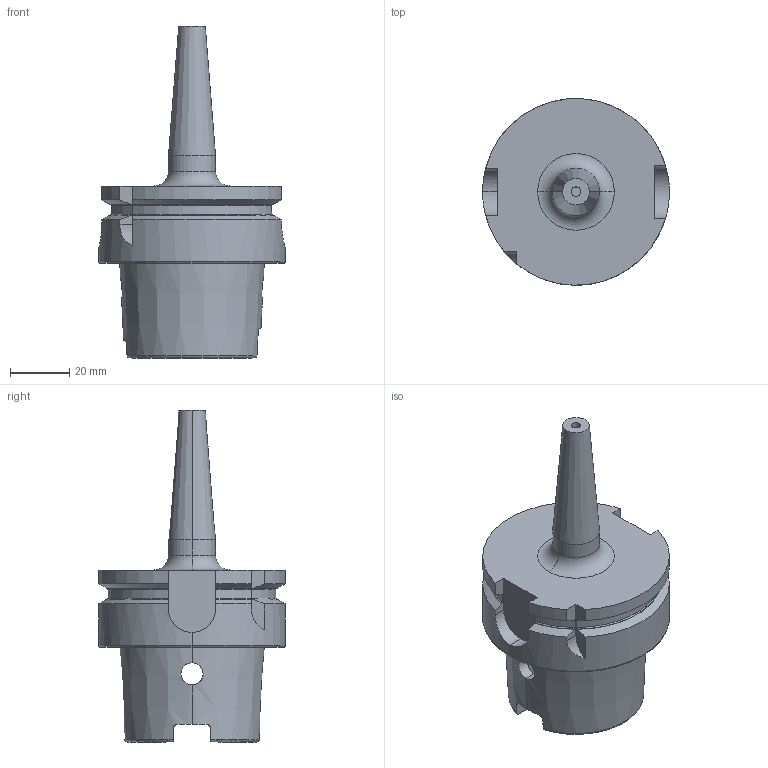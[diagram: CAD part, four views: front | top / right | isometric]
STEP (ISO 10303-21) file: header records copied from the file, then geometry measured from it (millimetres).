
FILE_DESCRIPTION (( 'STEP AP203' ), '1' );
FILE_NAME ('STP-SATE-73528.STEP', '2019-06-24T03:31:38', ( '' ), ( '' ), 'SwSTEP 2.0', 'SolidWorks 2017', '' );
FILE_SCHEMA (( 'CONFIG_CONTROL_DESIGN' ));
Length unit declared in the file: millimetre
Products named in the file (1): STP-SATE-73528
Bounding box: 63 x 63 x 112 mm (x, y, z)
Volume: 92927.4 mm3; surface area: 23691.8 mm2
Topology: 1 solids, 1 shells, 99 faces, 261 edges, 165 vertices
Faces by surface type: cylinder 34, plane 29, torus 22, cone 14
Entity records: 3670 total; most frequent: CARTESIAN_POINT 1179, ORIENTED_EDGE 522, DIRECTION 499, EDGE_CURVE 261, AXIS2_PLACEMENT_3D 203, VERTEX_POINT 165, EDGE_LOOP 104, CIRCLE 103
